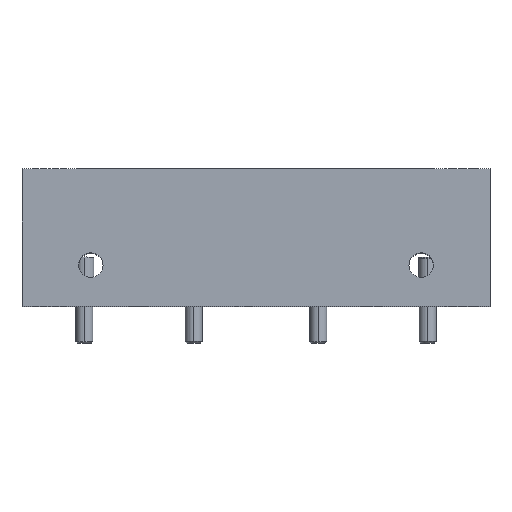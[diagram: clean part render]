
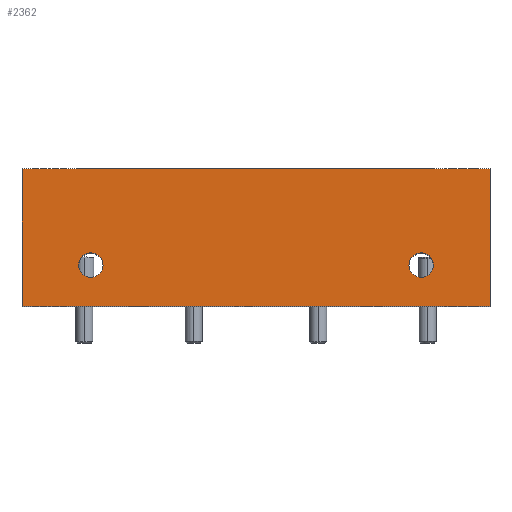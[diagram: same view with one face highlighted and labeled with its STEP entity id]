
A CAD part, top view. The second image highlights one B-rep face of the part: STEP entity #2362.
In plain terms, the highlighted planar face has unit normal (0, 0, -1).
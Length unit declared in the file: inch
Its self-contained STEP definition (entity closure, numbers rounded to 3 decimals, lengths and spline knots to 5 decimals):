
#246 = CIRCLE ( 'NONE', #7163, 0.0445 ) ;
#491 = EDGE_CURVE ( 'NONE', #7016, #22927, #1501, .T. ) ;
#504 = DIRECTION ( 'NONE',  ( 0., 0., 1. ) ) ;
#1420 = CARTESIAN_POINT ( 'NONE',  ( -0.85, 0.5, 0.55 ) ) ;
#1501 = LINE ( 'NONE', #19784, #17013 ) ;
#1621 = VECTOR ( 'NONE', #8088, 39.37008 ) ;
#1880 = ORIENTED_EDGE ( 'NONE', *, *, #7505, .T. ) ;
#1983 = EDGE_CURVE ( 'NONE', #15916, #10149, #15595, .T. ) ;
#2098 = CARTESIAN_POINT ( 'NONE',  ( -0.5555, 0.15, 0.55 ) ) ;
#2362 = ADVANCED_FACE ( 'NONE', ( #16384, #2557, #19715 ), #5235, .T. ) ;
#2557 = FACE_BOUND ( 'NONE', #18425, .T. ) ;
#2659 = CARTESIAN_POINT ( 'NONE',  ( 0.85, 0.5, 0.55 ) ) ;
#3690 = DIRECTION ( 'NONE',  ( 0., 0., -1. ) ) ;
#3766 = ORIENTED_EDGE ( 'NONE', *, *, #15852, .T. ) ;
#3971 = EDGE_CURVE ( 'NONE', #16131, #14695, #4710, .T. ) ;
#4011 = DIRECTION ( 'NONE',  ( 0., 1., 0. ) ) ;
#4184 = EDGE_CURVE ( 'NONE', #14695, #16131, #6380, .T. ) ;
#4373 = CARTESIAN_POINT ( 'NONE',  ( -0.6, 0.15, 0.55 ) ) ;
#4624 = AXIS2_PLACEMENT_3D ( 'NONE', #4373, #504, #5933 ) ;
#4710 = CIRCLE ( 'NONE', #6560, 0.0445 ) ;
#5235 = PLANE ( 'NONE',  #19297 ) ;
#5545 = EDGE_CURVE ( 'NONE', #18901, #21757, #246, .T. ) ;
#5933 = DIRECTION ( 'NONE',  ( 1., 0., 0. ) ) ;
#6286 = CARTESIAN_POINT ( 'NONE',  ( 0.85, 0., 0.55 ) ) ;
#6380 = CIRCLE ( 'NONE', #4624, 0.0445 ) ;
#6560 = AXIS2_PLACEMENT_3D ( 'NONE', #21192, #19561, #7269 ) ;
#6673 = CARTESIAN_POINT ( 'NONE',  ( 0.6445, 0.15, 0.55 ) ) ;
#6844 = EDGE_CURVE ( 'NONE', #22927, #15916, #21265, .T. ) ;
#6964 = ORIENTED_EDGE ( 'NONE', *, *, #5545, .T. ) ;
#7016 = VERTEX_POINT ( 'NONE', #1420 ) ;
#7163 = AXIS2_PLACEMENT_3D ( 'NONE', #13012, #7401, #19782 ) ;
#7269 = DIRECTION ( 'NONE',  ( 1., 0., 0. ) ) ;
#7401 = DIRECTION ( 'NONE',  ( 0., 0., 1. ) ) ;
#7505 = EDGE_CURVE ( 'NONE', #7016, #10149, #11750, .T. ) ;
#7730 = CIRCLE ( 'NONE', #20828, 0.0445 ) ;
#7844 = CARTESIAN_POINT ( 'NONE',  ( -0.85, 0., 0.55 ) ) ;
#8088 = DIRECTION ( 'NONE',  ( 1., 0., 0. ) ) ;
#9262 = CARTESIAN_POINT ( 'NONE',  ( 0.85, 0.5, 0.55 ) ) ;
#9264 = VECTOR ( 'NONE', #19557, 39.37008 ) ;
#10149 = VERTEX_POINT ( 'NONE', #2659 ) ;
#10309 = ORIENTED_EDGE ( 'NONE', *, *, #1983, .F. ) ;
#10788 = CARTESIAN_POINT ( 'NONE',  ( 0.85, 0.5, 0.55 ) ) ;
#11750 = LINE ( 'NONE', #17544, #9264 ) ;
#12050 = EDGE_LOOP ( 'NONE', ( #18042, #21635 ) ) ;
#13012 = CARTESIAN_POINT ( 'NONE',  ( 0.6, 0.15, 0.55 ) ) ;
#14471 = VECTOR ( 'NONE', #4011, 39.37008 ) ;
#14514 = DIRECTION ( 'NONE',  ( 0., -1., 0. ) ) ;
#14520 = ORIENTED_EDGE ( 'NONE', *, *, #6844, .F. ) ;
#14695 = VERTEX_POINT ( 'NONE', #16346 ) ;
#15404 = CARTESIAN_POINT ( 'NONE',  ( 0.6, 0.15, 0.55 ) ) ;
#15595 = LINE ( 'NONE', #9262, #14471 ) ;
#15852 = EDGE_CURVE ( 'NONE', #21757, #18901, #7730, .T. ) ;
#15916 = VERTEX_POINT ( 'NONE', #6286 ) ;
#16053 = DIRECTION ( 'NONE',  ( -1., 0., 0. ) ) ;
#16131 = VERTEX_POINT ( 'NONE', #2098 ) ;
#16346 = CARTESIAN_POINT ( 'NONE',  ( -0.6445, 0.15, 0.55 ) ) ;
#16384 = FACE_OUTER_BOUND ( 'NONE', #18523, .T. ) ;
#17013 = VECTOR ( 'NONE', #14514, 39.37008 ) ;
#17470 = CARTESIAN_POINT ( 'NONE',  ( 0.5555, 0.15, 0.55 ) ) ;
#17544 = CARTESIAN_POINT ( 'NONE',  ( 0.85, 0.5, 0.55 ) ) ;
#18042 = ORIENTED_EDGE ( 'NONE', *, *, #3971, .T. ) ;
#18425 = EDGE_LOOP ( 'NONE', ( #3766, #6964 ) ) ;
#18523 = EDGE_LOOP ( 'NONE', ( #10309, #14520, #19280, #1880 ) ) ;
#18655 = DIRECTION ( 'NONE',  ( 0., 0., 1. ) ) ;
#18901 = VERTEX_POINT ( 'NONE', #17470 ) ;
#19280 = ORIENTED_EDGE ( 'NONE', *, *, #491, .F. ) ;
#19297 = AXIS2_PLACEMENT_3D ( 'NONE', #10788, #3690, #16053 ) ;
#19557 = DIRECTION ( 'NONE',  ( 1., 0., 0. ) ) ;
#19561 = DIRECTION ( 'NONE',  ( 0., 0., 1. ) ) ;
#19715 = FACE_BOUND ( 'NONE', #12050, .T. ) ;
#19782 = DIRECTION ( 'NONE',  ( 1., 0., 0. ) ) ;
#19784 = CARTESIAN_POINT ( 'NONE',  ( -0.85, 0.5, 0.55 ) ) ;
#20431 = DIRECTION ( 'NONE',  ( 1., 0., 0. ) ) ;
#20828 = AXIS2_PLACEMENT_3D ( 'NONE', #15404, #18655, #20431 ) ;
#21192 = CARTESIAN_POINT ( 'NONE',  ( -0.6, 0.15, 0.55 ) ) ;
#21265 = LINE ( 'NONE', #22164, #1621 ) ;
#21635 = ORIENTED_EDGE ( 'NONE', *, *, #4184, .T. ) ;
#21757 = VERTEX_POINT ( 'NONE', #6673 ) ;
#22164 = CARTESIAN_POINT ( 'NONE',  ( 0., 0., 0.55 ) ) ;
#22927 = VERTEX_POINT ( 'NONE', #7844 ) ;
